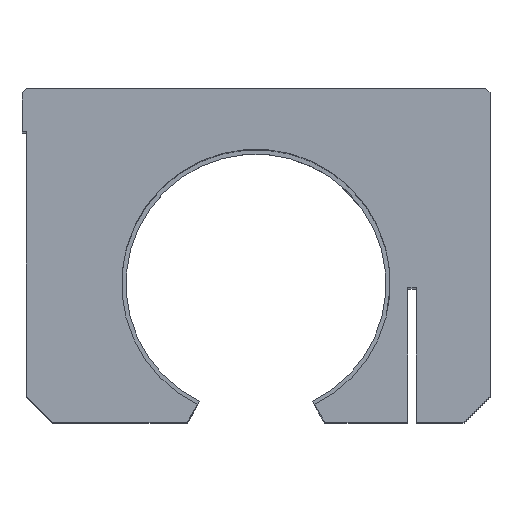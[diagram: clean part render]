
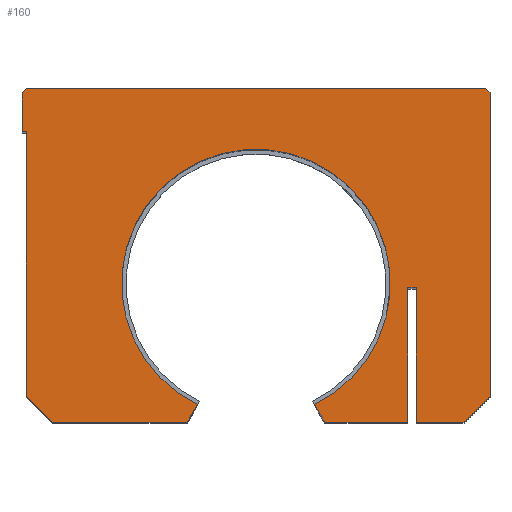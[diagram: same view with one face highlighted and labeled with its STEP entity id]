
A CAD part, top view. The second image highlights one B-rep face of the part: STEP entity #160.
In plain terms, the highlighted planar face has unit normal (0, 0, 1).
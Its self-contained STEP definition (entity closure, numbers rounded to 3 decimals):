
#160 = ADVANCED_FACE( '', ( #382 ), #383, .T. );
#382 = FACE_OUTER_BOUND( '', #659, .T. );
#383 = PLANE( '', #660 );
#659 = EDGE_LOOP( '', ( #1108, #1109, #1110, #1111, #1112, #1113, #1114, #1115, #1116, #1117, #1118, #1119, #1120, #1121, #1122, #1123, #1124, #1125 ) );
#660 = AXIS2_PLACEMENT_3D( '', #1126, #1127, #1128 );
#1108 = ORIENTED_EDGE( '', *, *, #1635, .T. );
#1109 = ORIENTED_EDGE( '', *, *, #1557, .F. );
#1110 = ORIENTED_EDGE( '', *, *, #1651, .T. );
#1111 = ORIENTED_EDGE( '', *, *, #1652, .T. );
#1112 = ORIENTED_EDGE( '', *, *, #1653, .T. );
#1113 = ORIENTED_EDGE( '', *, *, #1646, .F. );
#1114 = ORIENTED_EDGE( '', *, *, #1622, .T. );
#1115 = ORIENTED_EDGE( '', *, *, #1654, .T. );
#1116 = ORIENTED_EDGE( '', *, *, #1551, .T. );
#1117 = ORIENTED_EDGE( '', *, *, #1655, .T. );
#1118 = ORIENTED_EDGE( '', *, *, #1567, .T. );
#1119 = ORIENTED_EDGE( '', *, *, #1656, .T. );
#1120 = ORIENTED_EDGE( '', *, *, #1657, .T. );
#1121 = ORIENTED_EDGE( '', *, *, #1658, .T. );
#1122 = ORIENTED_EDGE( '', *, *, #1536, .T. );
#1123 = ORIENTED_EDGE( '', *, *, #1659, .T. );
#1124 = ORIENTED_EDGE( '', *, *, #1660, .T. );
#1125 = ORIENTED_EDGE( '', *, *, #1661, .F. );
#1126 = CARTESIAN_POINT( '', ( 0., 0., 176. ) );
#1127 = DIRECTION( '', ( 0., 0., 1. ) );
#1128 = DIRECTION( '', ( 1., 0., 0. ) );
#1536 = EDGE_CURVE( '', #1838, #1836, #1839, .T. );
#1551 = EDGE_CURVE( '', #1864, #1862, #1865, .T. );
#1557 = EDGE_CURVE( '', #1874, #1875, #1876, .T. );
#1567 = EDGE_CURVE( '', #1891, #1889, #1892, .T. );
#1622 = EDGE_CURVE( '', #1975, #1976, #1977, .T. );
#1635 = EDGE_CURVE( '', #1997, #1875, #1998, .T. );
#1646 = EDGE_CURVE( '', #1975, #2014, #2015, .T. );
#1651 = EDGE_CURVE( '', #1874, #2021, #2022, .T. );
#1652 = EDGE_CURVE( '', #2021, #2023, #2024, .T. );
#1653 = EDGE_CURVE( '', #2023, #2014, #2025, .T. );
#1654 = EDGE_CURVE( '', #1976, #1864, #2026, .T. );
#1655 = EDGE_CURVE( '', #1862, #1891, #2027, .T. );
#1656 = EDGE_CURVE( '', #1889, #2028, #2029, .T. );
#1657 = EDGE_CURVE( '', #2028, #2030, #2031, .T. );
#1658 = EDGE_CURVE( '', #2030, #1838, #2032, .T. );
#1659 = EDGE_CURVE( '', #1836, #2033, #2034, .T. );
#1660 = EDGE_CURVE( '', #2033, #2035, #2036, .T. );
#1661 = EDGE_CURVE( '', #1997, #2035, #2037, .T. );
#1836 = VERTEX_POINT( '', #2260 );
#1838 = VERTEX_POINT( '', #2263 );
#1839 = LINE( '', #2264, #2265 );
#1862 = VERTEX_POINT( '', #2298 );
#1864 = VERTEX_POINT( '', #2301 );
#1865 = LINE( '', #2302, #2303 );
#1874 = VERTEX_POINT( '', #2314 );
#1875 = VERTEX_POINT( '', #2315 );
#1876 = LINE( '', #2316, #2317 );
#1889 = VERTEX_POINT( '', #2335 );
#1891 = VERTEX_POINT( '', #2338 );
#1892 = LINE( '', #2339, #2340 );
#1975 = VERTEX_POINT( '', #2502 );
#1976 = VERTEX_POINT( '', #2503 );
#1977 = LINE( '', #2504, #2505 );
#1997 = VERTEX_POINT( '', #2530 );
#1998 = CIRCLE( '', #2531, 31. );
#2014 = VERTEX_POINT( '', #2608 );
#2015 = LINE( '', #2609, #2610 );
#2021 = VERTEX_POINT( '', #2617 );
#2022 = LINE( '', #2618, #2619 );
#2023 = VERTEX_POINT( '', #2620 );
#2024 = LINE( '', #2621, #2622 );
#2025 = LINE( '', #2623, #2624 );
#2026 = LINE( '', #2625, #2626 );
#2027 = LINE( '', #2627, #2628 );
#2028 = VERTEX_POINT( '', #2629 );
#2029 = LINE( '', #2630, #2631 );
#2030 = VERTEX_POINT( '', #2632 );
#2031 = LINE( '', #2633, #2634 );
#2032 = LINE( '', #2635, #2636 );
#2033 = VERTEX_POINT( '', #2637 );
#2034 = LINE( '', #2638, #2639 );
#2035 = VERTEX_POINT( '', #2640 );
#2036 = LINE( '', #2641, #2642 );
#2037 = LINE( '', #2643, #2644 );
#2260 = CARTESIAN_POINT( '', ( -53., 6., 176. ) );
#2263 = CARTESIAN_POINT( '', ( -53., 67., 176. ) );
#2264 = CARTESIAN_POINT( '', ( -53., 67., 176. ) );
#2265 = VECTOR( '', #2889, 1000. );
#2298 = CARTESIAN_POINT( '', ( 54., 76., 176. ) );
#2301 = CARTESIAN_POINT( '', ( 54., 6., 176. ) );
#2302 = CARTESIAN_POINT( '', ( 54., 6., 176. ) );
#2303 = VECTOR( '', #2907, 1000. );
#2314 = CARTESIAN_POINT( '', ( 15.864, 0., 176. ) );
#2315 = CARTESIAN_POINT( '', ( 13.5, 4.094, 176. ) );
#2316 = CARTESIAN_POINT( '', ( 16.441, -1., 176. ) );
#2317 = VECTOR( '', #2916, 1000. );
#2335 = CARTESIAN_POINT( '', ( -53., 77., 176. ) );
#2338 = CARTESIAN_POINT( '', ( 53., 77., 176. ) );
#2339 = CARTESIAN_POINT( '', ( 53., 77., 176. ) );
#2340 = VECTOR( '', #2929, 1000. );
#2502 = CARTESIAN_POINT( '', ( 37., 0., 176. ) );
#2503 = CARTESIAN_POINT( '', ( 48., 0., 176. ) );
#2504 = CARTESIAN_POINT( '', ( -47., 0., 176. ) );
#2505 = VECTOR( '', #2999, 1000. );
#2530 = CARTESIAN_POINT( '', ( -13.5, 4.094, 176. ) );
#2531 = AXIS2_PLACEMENT_3D( '', #3017, #3018, #3019 );
#2608 = CARTESIAN_POINT( '', ( 37., 31., 176. ) );
#2609 = CARTESIAN_POINT( '', ( 37., 0., 176. ) );
#2610 = VECTOR( '', #3033, 1000. );
#2617 = CARTESIAN_POINT( '', ( 35., 0., 176. ) );
#2618 = CARTESIAN_POINT( '', ( -47., 0., 176. ) );
#2619 = VECTOR( '', #3038, 1000. );
#2620 = CARTESIAN_POINT( '', ( 35., 31., 176. ) );
#2621 = CARTESIAN_POINT( '', ( 35., 0., 176. ) );
#2622 = VECTOR( '', #3039, 1000. );
#2623 = CARTESIAN_POINT( '', ( 0., 31., 176. ) );
#2624 = VECTOR( '', #3040, 1000. );
#2625 = CARTESIAN_POINT( '', ( 48., 0., 176. ) );
#2626 = VECTOR( '', #3041, 1000. );
#2627 = CARTESIAN_POINT( '', ( 54., 76., 176. ) );
#2628 = VECTOR( '', #3042, 1000. );
#2629 = CARTESIAN_POINT( '', ( -54., 76., 176. ) );
#2630 = CARTESIAN_POINT( '', ( -53., 77., 176. ) );
#2631 = VECTOR( '', #3043, 1000. );
#2632 = CARTESIAN_POINT( '', ( -54., 67., 176. ) );
#2633 = CARTESIAN_POINT( '', ( -54., 76., 176. ) );
#2634 = VECTOR( '', #3044, 1000. );
#2635 = CARTESIAN_POINT( '', ( -54., 67., 176. ) );
#2636 = VECTOR( '', #3045, 1000. );
#2637 = CARTESIAN_POINT( '', ( -47., 0., 176. ) );
#2638 = CARTESIAN_POINT( '', ( -53., 6., 176. ) );
#2639 = VECTOR( '', #3046, 1000. );
#2640 = CARTESIAN_POINT( '', ( -15.864, 0., 176. ) );
#2641 = CARTESIAN_POINT( '', ( -47., 0., 176. ) );
#2642 = VECTOR( '', #3047, 1000. );
#2643 = CARTESIAN_POINT( '', ( 0., 27.477, 176. ) );
#2644 = VECTOR( '', #3048, 1000. );
#2889 = DIRECTION( '', ( 0., -1., 0. ) );
#2907 = DIRECTION( '', ( 0., 1., 0. ) );
#2916 = DIRECTION( '', ( -0.5, 0.866, 0. ) );
#2929 = DIRECTION( '', ( -1., 0., 0. ) );
#2999 = DIRECTION( '', ( 1., 0., 0. ) );
#3017 = CARTESIAN_POINT( '', ( 0., 32., 176. ) );
#3018 = DIRECTION( '', ( 0., 0., -1. ) );
#3019 = DIRECTION( '', ( -1., 0., 0. ) );
#3033 = DIRECTION( '', ( 0., 1., 0. ) );
#3038 = DIRECTION( '', ( 1., 0., 0. ) );
#3039 = DIRECTION( '', ( 0., 1., 0. ) );
#3040 = DIRECTION( '', ( 1., 0., 0. ) );
#3041 = DIRECTION( '', ( 0.707, 0.707, 0. ) );
#3042 = DIRECTION( '', ( -0.707, 0.707, 0. ) );
#3043 = DIRECTION( '', ( -0.707, -0.707, 0. ) );
#3044 = DIRECTION( '', ( 0., -1., 0. ) );
#3045 = DIRECTION( '', ( 1., 0., 0. ) );
#3046 = DIRECTION( '', ( 0.707, -0.707, 0. ) );
#3047 = DIRECTION( '', ( 1., 0., 0. ) );
#3048 = DIRECTION( '', ( -0.5, -0.866, 0. ) );
